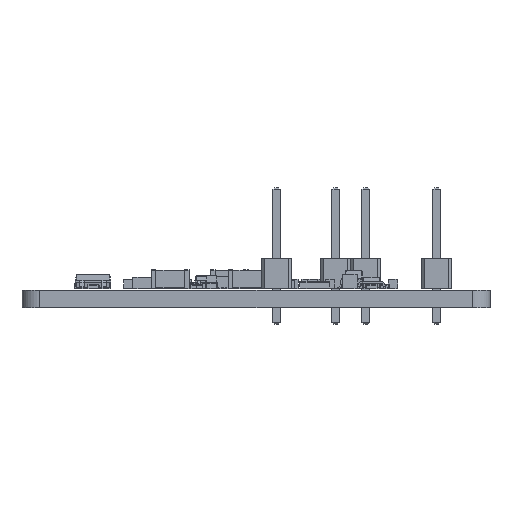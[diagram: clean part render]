
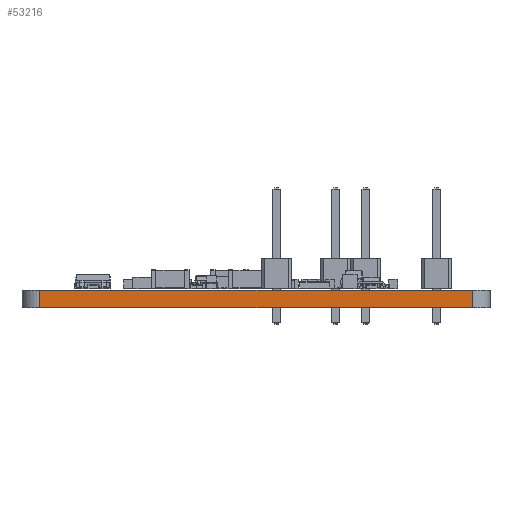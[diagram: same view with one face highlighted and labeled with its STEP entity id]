
A CAD part, left-side view. The second image highlights one B-rep face of the part: STEP entity #53216.
In plain terms, the highlighted planar face has unit normal (-1, 0, 0).
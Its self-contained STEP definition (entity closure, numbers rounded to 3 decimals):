
#52491 = VERTEX_POINT('',#52492);
#52492 = CARTESIAN_POINT('',(29.75,-147.5,0.));
#52499 = EDGE_CURVE('',#52500,#52491,#52502,.T.);
#52500 = VERTEX_POINT('',#52501);
#52501 = CARTESIAN_POINT('',(29.75,-184.,0.));
#52502 = LINE('',#52503,#52504);
#52503 = CARTESIAN_POINT('',(29.75,-184.,0.));
#52504 = VECTOR('',#52505,1.);
#52505 = DIRECTION('',(0.,1.,0.));
#52840 = VERTEX_POINT('',#52841);
#52841 = CARTESIAN_POINT('',(29.75,-147.5,1.48));
#52848 = EDGE_CURVE('',#52849,#52840,#52851,.T.);
#52849 = VERTEX_POINT('',#52850);
#52850 = CARTESIAN_POINT('',(29.75,-184.,1.48));
#52851 = LINE('',#52852,#52853);
#52852 = CARTESIAN_POINT('',(29.75,-184.,1.48));
#52853 = VECTOR('',#52854,1.);
#52854 = DIRECTION('',(0.,1.,0.));
#53186 = EDGE_CURVE('',#52491,#52840,#53187,.T.);
#53187 = LINE('',#53188,#53189);
#53188 = CARTESIAN_POINT('',(29.75,-147.5,0.));
#53189 = VECTOR('',#53190,1.);
#53190 = DIRECTION('',(0.,0.,1.));
#53216 = ADVANCED_FACE('',(#53217),#53228,.T.);
#53217 = FACE_BOUND('',#53218,.T.);
#53218 = EDGE_LOOP('',(#53219,#53225,#53226,#53227));
#53219 = ORIENTED_EDGE('',*,*,#53220,.T.);
#53220 = EDGE_CURVE('',#52500,#52849,#53221,.T.);
#53221 = LINE('',#53222,#53223);
#53222 = CARTESIAN_POINT('',(29.75,-184.,0.));
#53223 = VECTOR('',#53224,1.);
#53224 = DIRECTION('',(0.,0.,1.));
#53225 = ORIENTED_EDGE('',*,*,#52848,.T.);
#53226 = ORIENTED_EDGE('',*,*,#53186,.F.);
#53227 = ORIENTED_EDGE('',*,*,#52499,.F.);
#53228 = PLANE('',#53229);
#53229 = AXIS2_PLACEMENT_3D('',#53230,#53231,#53232);
#53230 = CARTESIAN_POINT('',(29.75,-184.,0.));
#53231 = DIRECTION('',(-1.,0.,0.));
#53232 = DIRECTION('',(0.,1.,0.));
